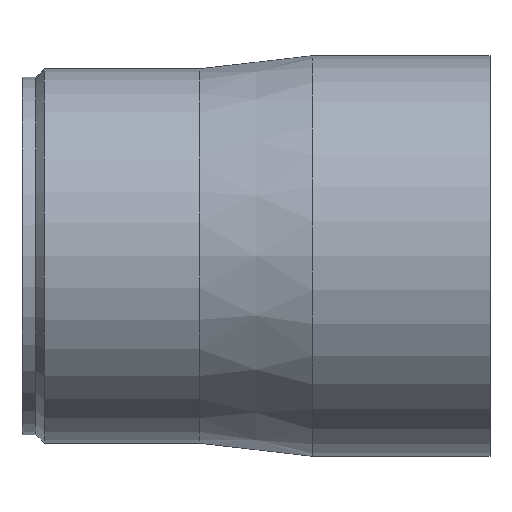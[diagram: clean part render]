
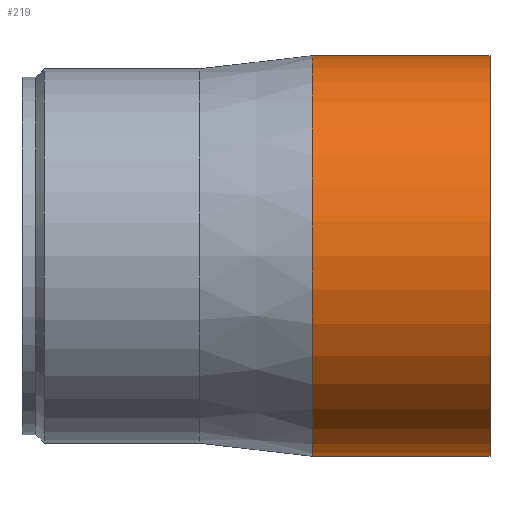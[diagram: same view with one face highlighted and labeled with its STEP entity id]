
A CAD part, top view. The second image highlights one B-rep face of the part: STEP entity #219.
In plain terms, the highlighted cylindrical face has radius 21.4 mm (diameter 42.8 mm), a partial arc.
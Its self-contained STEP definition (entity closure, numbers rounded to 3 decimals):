
#131 = VERTEX_POINT( '', #334 );
#163 = VERTEX_POINT( '', #370 );
#219 = ADVANCED_FACE( '', ( #432 ), #433, .T. );
#237 = VERTEX_POINT( '', #454 );
#241 = EDGE_CURVE( '', #237, #261, #458, .T. );
#253 = EDGE_CURVE( '', #131, #163, #473, .T. );
#261 = VERTEX_POINT( '', #481 );
#269 = EDGE_CURVE( '', #131, #237, #493, .T. );
#271 = EDGE_CURVE( '', #261, #163, #495, .T. );
#334 = CARTESIAN_POINT( '', ( 0., -21.4, 0. ) );
#370 = CARTESIAN_POINT( '', ( 0., 21.4, 0. ) );
#432 = FACE_OUTER_BOUND( '', #685, .T. );
#433 = CYLINDRICAL_SURFACE( '', #686, 21.4 );
#454 = CARTESIAN_POINT( '', ( 19., -21.4, 0. ) );
#458 = CIRCLE( '', #719, 21.4 );
#473 = CIRCLE( '', #736, 21.4 );
#481 = CARTESIAN_POINT( '', ( 19., 21.4, 0. ) );
#493 = LINE( '', #759, #760 );
#495 = LINE( '', #763, #764 );
#685 = EDGE_LOOP( '', ( #943, #944, #945, #946 ) );
#686 = AXIS2_PLACEMENT_3D( '', #947, #948, #949 );
#719 = AXIS2_PLACEMENT_3D( '', #982, #983, #984 );
#736 = AXIS2_PLACEMENT_3D( '', #1012, #1013, #1014 );
#759 = CARTESIAN_POINT( '', ( 9.5, -21.4, 0. ) );
#760 = VECTOR( '', #1037, 1. );
#763 = CARTESIAN_POINT( '', ( 9.5, 21.4, 0. ) );
#764 = VECTOR( '', #1038, 1. );
#943 = ORIENTED_EDGE( '', *, *, #271, .T. );
#944 = ORIENTED_EDGE( '', *, *, #253, .F. );
#945 = ORIENTED_EDGE( '', *, *, #269, .T. );
#946 = ORIENTED_EDGE( '', *, *, #241, .T. );
#947 = CARTESIAN_POINT( '', ( 9.5, 0., 0. ) );
#948 = DIRECTION( '', ( 1., 0., 0. ) );
#949 = DIRECTION( '', ( 0., 1., 0. ) );
#982 = CARTESIAN_POINT( '', ( 19., 0., 0. ) );
#983 = DIRECTION( '', ( -1., 0., 0. ) );
#984 = DIRECTION( '', ( 0., 1., 0. ) );
#1012 = CARTESIAN_POINT( '', ( 0., 0., 0. ) );
#1013 = DIRECTION( '', ( -1., 0., 0. ) );
#1014 = DIRECTION( '', ( 0., 1., 0. ) );
#1037 = DIRECTION( '', ( 1., 0., 0. ) );
#1038 = DIRECTION( '', ( -1., 0., 0. ) );
